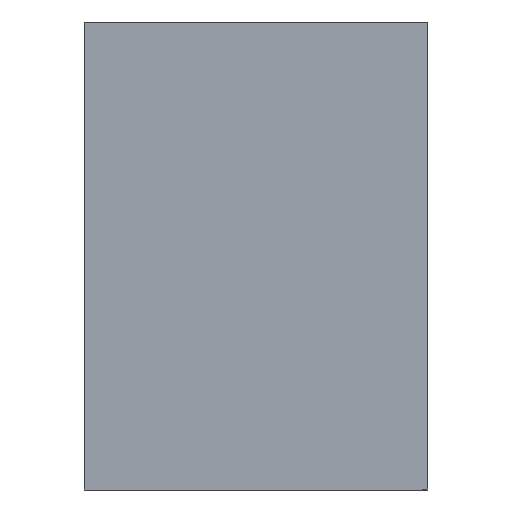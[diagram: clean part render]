
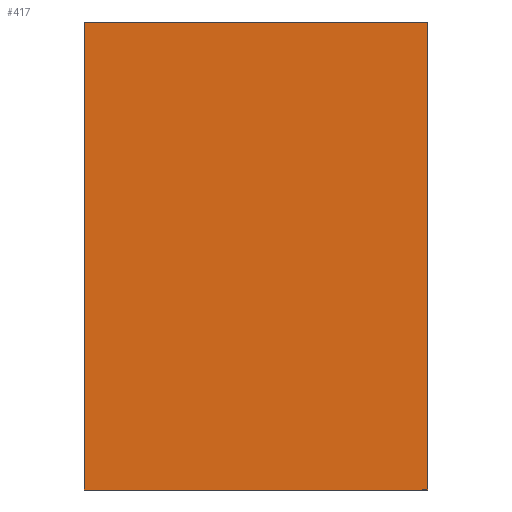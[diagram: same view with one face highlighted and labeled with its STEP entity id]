
A CAD part, left-side view. The second image highlights one B-rep face of the part: STEP entity #417.
In plain terms, the highlighted planar face has unit normal (-1, 0, 0).
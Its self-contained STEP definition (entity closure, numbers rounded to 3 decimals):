
#26=PLANE('',#459);
#46=FACE_OUTER_BOUND('',#68,.T.);
#68=EDGE_LOOP('',(#319,#320,#321,#322));
#98=LINE('',#648,#148);
#105=LINE('',#665,#155);
#106=LINE('',#667,#156);
#107=LINE('',#668,#157);
#148=VECTOR('',#509,10.);
#155=VECTOR('',#524,10.);
#156=VECTOR('',#525,10.);
#157=VECTOR('',#526,10.);
#201=VERTEX_POINT('',#644);
#203=VERTEX_POINT('',#647);
#209=VERTEX_POINT('',#664);
#210=VERTEX_POINT('',#666);
#245=EDGE_CURVE('',#203,#201,#98,.T.);
#254=EDGE_CURVE('',#201,#209,#105,.T.);
#255=EDGE_CURVE('',#210,#209,#106,.T.);
#256=EDGE_CURVE('',#203,#210,#107,.T.);
#319=ORIENTED_EDGE('',*,*,#245,.T.);
#320=ORIENTED_EDGE('',*,*,#254,.T.);
#321=ORIENTED_EDGE('',*,*,#255,.F.);
#322=ORIENTED_EDGE('',*,*,#256,.F.);
#417=ADVANCED_FACE('',(#46),#26,.T.);
#459=AXIS2_PLACEMENT_3D('',#663,#522,#523);
#509=DIRECTION('',(0.,1.,0.));
#522=DIRECTION('center_axis',(-1.,0.,0.));
#523=DIRECTION('ref_axis',(0.,1.,0.));
#524=DIRECTION('',(0.,0.,-1.));
#525=DIRECTION('',(0.,1.,0.));
#526=DIRECTION('',(0.,0.,-1.));
#644=CARTESIAN_POINT('',(5.836,10.636,20.42));
#647=CARTESIAN_POINT('',(5.836,3.636,20.42));
#648=CARTESIAN_POINT('',(5.836,8.764,20.42));
#663=CARTESIAN_POINT('Origin',(5.836,3.636,20.52));
#664=CARTESIAN_POINT('',(5.836,10.636,10.87));
#665=CARTESIAN_POINT('',(5.836,10.636,20.52));
#666=CARTESIAN_POINT('',(5.836,3.636,10.87));
#667=CARTESIAN_POINT('',(5.836,10.636,10.87));
#668=CARTESIAN_POINT('',(5.836,3.636,20.52));
